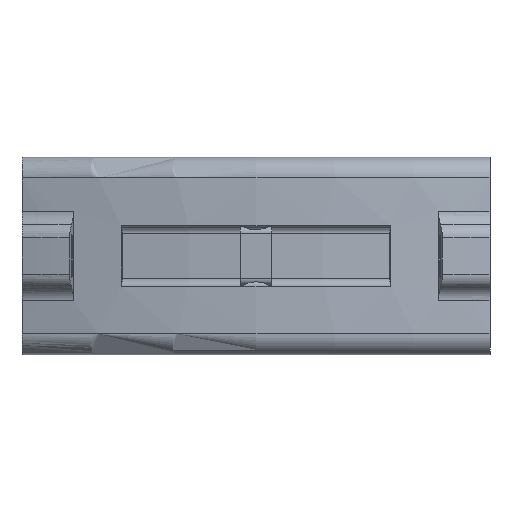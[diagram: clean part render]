
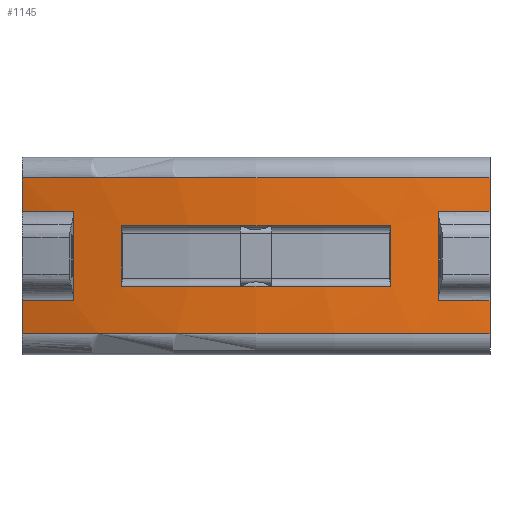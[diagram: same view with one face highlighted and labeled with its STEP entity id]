
A CAD part, top view. The second image highlights one B-rep face of the part: STEP entity #1145.
In plain terms, the highlighted cylindrical face has radius 149.5 mm (diameter 299 mm), a partial arc.
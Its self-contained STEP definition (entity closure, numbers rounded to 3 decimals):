
#25=FACE_BOUND('',#181,.T.);
#115=FACE_OUTER_BOUND('',#180,.T.);
#180=EDGE_LOOP('',(#860,#861,#862,#863,#864,#865,#866,#867,#868,#869,#870,
#871));
#181=EDGE_LOOP('',(#872,#873,#874,#875));
#233=LINE('',#1711,#319);
#236=LINE('',#1724,#322);
#238=LINE('',#1749,#324);
#245=LINE('',#1797,#331);
#254=LINE('',#1850,#340);
#255=LINE('',#1854,#341);
#256=LINE('',#1859,#342);
#257=LINE('',#1862,#343);
#319=VECTOR('',#1371,10.);
#322=VECTOR('',#1388,10.);
#324=VECTOR('',#1404,10.);
#331=VECTOR('',#1437,10.);
#340=VECTOR('',#1480,10.);
#341=VECTOR('',#1483,10.);
#342=VECTOR('',#1488,10.);
#343=VECTOR('',#1491,10.);
#408=CIRCLE('',#1214,149.5);
#412=CIRCLE('',#1220,149.5);
#431=CIRCLE('',#1250,149.5);
#436=CIRCLE('',#1261,149.5);
#437=CIRCLE('',#1262,149.5);
#438=CIRCLE('',#1263,149.5);
#439=CIRCLE('',#1264,149.5);
#440=CIRCLE('',#1265,149.5);
#475=VERTEX_POINT('',#1701);
#477=VERTEX_POINT('',#1704);
#479=VERTEX_POINT('',#1710);
#481=VERTEX_POINT('',#1716);
#489=VERTEX_POINT('',#1746);
#490=VERTEX_POINT('',#1748);
#501=VERTEX_POINT('',#1794);
#502=VERTEX_POINT('',#1796);
#507=VERTEX_POINT('',#1818);
#512=VERTEX_POINT('',#1847);
#513=VERTEX_POINT('',#1849);
#514=VERTEX_POINT('',#1851);
#515=VERTEX_POINT('',#1853);
#516=VERTEX_POINT('',#1856);
#517=VERTEX_POINT('',#1858);
#518=VERTEX_POINT('',#1860);
#594=EDGE_CURVE('',#477,#475,#408,.T.);
#597=EDGE_CURVE('',#479,#477,#233,.T.);
#600=EDGE_CURVE('',#481,#479,#412,.T.);
#604=EDGE_CURVE('',#475,#481,#236,.T.);
#612=EDGE_CURVE('',#490,#489,#238,.T.);
#629=EDGE_CURVE('',#502,#501,#245,.T.);
#637=EDGE_CURVE('',#502,#507,#431,.T.);
#648=EDGE_CURVE('',#501,#512,#436,.T.);
#649=EDGE_CURVE('',#513,#512,#254,.T.);
#650=EDGE_CURVE('',#514,#513,#437,.T.);
#651=EDGE_CURVE('',#515,#514,#255,.T.);
#652=EDGE_CURVE('',#515,#490,#438,.T.);
#653=EDGE_CURVE('',#516,#489,#439,.T.);
#654=EDGE_CURVE('',#517,#516,#256,.T.);
#655=EDGE_CURVE('',#517,#518,#440,.T.);
#656=EDGE_CURVE('',#507,#518,#257,.T.);
#860=ORIENTED_EDGE('',*,*,#648,.T.);
#861=ORIENTED_EDGE('',*,*,#649,.F.);
#862=ORIENTED_EDGE('',*,*,#650,.F.);
#863=ORIENTED_EDGE('',*,*,#651,.F.);
#864=ORIENTED_EDGE('',*,*,#652,.T.);
#865=ORIENTED_EDGE('',*,*,#612,.T.);
#866=ORIENTED_EDGE('',*,*,#653,.F.);
#867=ORIENTED_EDGE('',*,*,#654,.F.);
#868=ORIENTED_EDGE('',*,*,#655,.T.);
#869=ORIENTED_EDGE('',*,*,#656,.F.);
#870=ORIENTED_EDGE('',*,*,#637,.F.);
#871=ORIENTED_EDGE('',*,*,#629,.T.);
#872=ORIENTED_EDGE('',*,*,#597,.T.);
#873=ORIENTED_EDGE('',*,*,#594,.T.);
#874=ORIENTED_EDGE('',*,*,#604,.T.);
#875=ORIENTED_EDGE('',*,*,#600,.T.);
#1110=CYLINDRICAL_SURFACE('',#1260,149.5);
#1145=ADVANCED_FACE('',(#115,#25),#1110,.T.);
#1214=AXIS2_PLACEMENT_3D('',#1705,#1363,#1364);
#1220=AXIS2_PLACEMENT_3D('',#1717,#1377,#1378);
#1250=AXIS2_PLACEMENT_3D('',#1819,#1451,#1452);
#1260=AXIS2_PLACEMENT_3D('',#1846,#1476,#1477);
#1261=AXIS2_PLACEMENT_3D('',#1848,#1478,#1479);
#1262=AXIS2_PLACEMENT_3D('',#1852,#1481,#1482);
#1263=AXIS2_PLACEMENT_3D('',#1855,#1484,#1485);
#1264=AXIS2_PLACEMENT_3D('',#1857,#1486,#1487);
#1265=AXIS2_PLACEMENT_3D('',#1861,#1489,#1490);
#1363=DIRECTION('center_axis',(0.,1.,0.));
#1364=DIRECTION('ref_axis',(0.,0.,1.));
#1371=DIRECTION('',(0.,1.,0.));
#1377=DIRECTION('center_axis',(0.,-1.,0.));
#1378=DIRECTION('ref_axis',(0.,0.,1.));
#1388=DIRECTION('',(0.,-1.,0.));
#1404=DIRECTION('',(0.,-1.,0.));
#1437=DIRECTION('',(0.,1.,0.));
#1451=DIRECTION('center_axis',(0.,1.,0.));
#1452=DIRECTION('ref_axis',(0.,0.,1.));
#1476=DIRECTION('center_axis',(0.,1.,0.));
#1477=DIRECTION('ref_axis',(0.,0.,1.));
#1478=DIRECTION('center_axis',(0.,1.,0.));
#1479=DIRECTION('ref_axis',(0.,0.,1.));
#1480=DIRECTION('',(0.,-1.,0.));
#1481=DIRECTION('center_axis',(0.,1.,0.));
#1482=DIRECTION('ref_axis',(0.,0.,1.));
#1483=DIRECTION('',(0.,1.,0.));
#1484=DIRECTION('center_axis',(0.,1.,0.));
#1485=DIRECTION('ref_axis',(0.,0.,1.));
#1486=DIRECTION('center_axis',(0.,1.,0.));
#1487=DIRECTION('ref_axis',(0.,0.,1.));
#1488=DIRECTION('',(0.,1.,0.));
#1489=DIRECTION('center_axis',(0.,1.,0.));
#1490=DIRECTION('ref_axis',(0.,0.,1.));
#1491=DIRECTION('',(0.,-1.,0.));
#1701=CARTESIAN_POINT('',(25.96,5.8,-2.771));
#1704=CARTESIAN_POINT('',(-25.96,5.8,-2.771));
#1705=CARTESIAN_POINT('Origin',(0.,5.8,-150.));
#1710=CARTESIAN_POINT('',(-25.96,-5.8,-2.771));
#1711=CARTESIAN_POINT('',(-25.96,11.8,-2.771));
#1716=CARTESIAN_POINT('',(25.96,-5.8,-2.771));
#1717=CARTESIAN_POINT('Origin',(0.,-5.8,-150.));
#1724=CARTESIAN_POINT('',(25.96,11.8,-2.771));
#1746=CARTESIAN_POINT('',(-35.121,-8.6,-4.684));
#1748=CARTESIAN_POINT('',(-35.121,8.6,-4.684));
#1749=CARTESIAN_POINT('',(-35.121,0.,-4.684));
#1794=CARTESIAN_POINT('',(35.121,8.6,-4.684));
#1796=CARTESIAN_POINT('',(35.121,-8.6,-4.684));
#1797=CARTESIAN_POINT('',(35.121,0.,-4.684));
#1818=CARTESIAN_POINT('',(45.,-8.6,-7.433));
#1819=CARTESIAN_POINT('Origin',(0.,-8.6,
-150.));
#1846=CARTESIAN_POINT('Origin',(0.,11.8,-150.));
#1847=CARTESIAN_POINT('',(45.,8.6,-7.433));
#1848=CARTESIAN_POINT('Origin',(0.,8.6,
-150.));
#1849=CARTESIAN_POINT('',(45.,15.,-7.433));
#1850=CARTESIAN_POINT('',(45.,11.8,-7.433));
#1851=CARTESIAN_POINT('',(-45.,15.,-7.433));
#1852=CARTESIAN_POINT('Origin',(0.,15.,
-150.));
#1853=CARTESIAN_POINT('',(-45.,8.6,-7.433));
#1854=CARTESIAN_POINT('',(-45.,11.8,-7.433));
#1855=CARTESIAN_POINT('Origin',(0.,8.6,
-150.));
#1856=CARTESIAN_POINT('',(-45.,-8.6,-7.433));
#1857=CARTESIAN_POINT('Origin',(0.,-8.6,
-150.));
#1858=CARTESIAN_POINT('',(-45.,-15.,-7.433));
#1859=CARTESIAN_POINT('',(-45.,-11.8,-7.433));
#1860=CARTESIAN_POINT('',(45.,-15.,-7.433));
#1861=CARTESIAN_POINT('Origin',(0.,-15.,
-150.));
#1862=CARTESIAN_POINT('',(45.,-11.8,-7.433));
